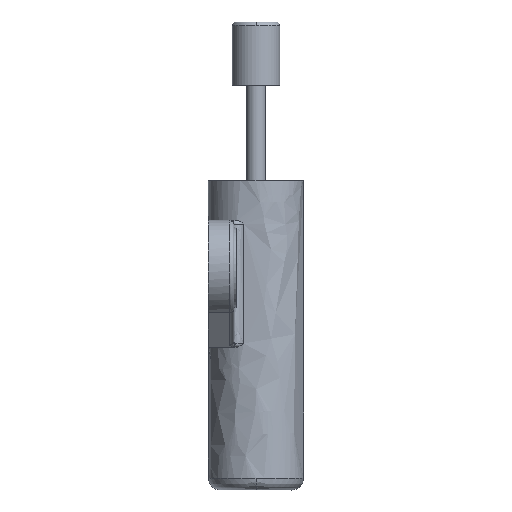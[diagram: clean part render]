
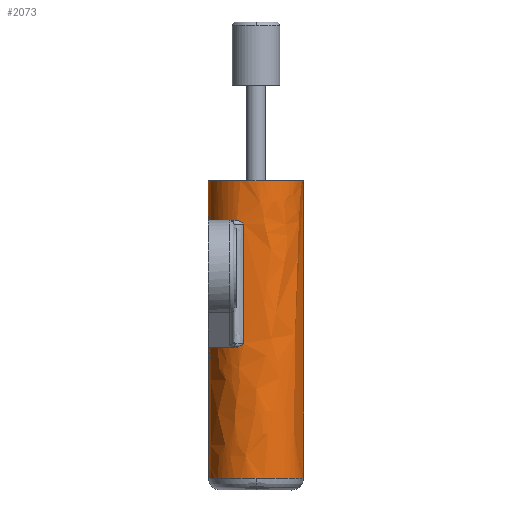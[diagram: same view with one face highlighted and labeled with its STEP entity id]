
A CAD part, left-side view. The second image highlights one B-rep face of the part: STEP entity #2073.
In plain terms, the highlighted free-form (B-spline) face has degree [2, 1] with [5, 2] control points.
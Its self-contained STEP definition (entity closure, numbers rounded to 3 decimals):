
#1261=CARTESIAN_POINT('',(-6.,0.,-37.5));
#1262=VERTEX_POINT('',#1261);
#1276=CARTESIAN_POINT('',(0.052,6.,-37.5));
#1277=VERTEX_POINT('',#1276);
#1278=CARTESIAN_POINT('',(0.052,6.,-37.5));
#1279=CARTESIAN_POINT('',(0.026,6.,-37.5));
#1280=CARTESIAN_POINT('',(0.0,6.0,-37.5));
#1281=CARTESIAN_POINT('',(-6.,6.0,-37.5));
#1282=CARTESIAN_POINT('',(-6.,0.,-37.5));
#1290=(BOUNDED_CURVE()B_SPLINE_CURVE(2,(#1278,#1279,#1280,#1281,#1282),.UNSPECIFIED.,.F.,.U.)B_SPLINE_CURVE_WITH_KNOTS((3,2,3),(0.248,0.25,0.5),.UNSPECIFIED.)CURVE()GEOMETRIC_REPRESENTATION_ITEM()RATIONAL_B_SPLINE_CURVE((0.996,0.998,1.0,0.707,1.0))REPRESENTATION_ITEM(''));
#1291=EDGE_CURVE('',#1277,#1262,#1290,.T.);
#1339=CARTESIAN_POINT('',(-0.052,-6.,-37.5));
#1340=VERTEX_POINT('',#1339);
#1356=CARTESIAN_POINT('',(-6.,0.,-37.5));
#1357=CARTESIAN_POINT('',(-6.0,-5.948,-37.5));
#1358=CARTESIAN_POINT('',(-0.052,-6.,-37.5));
#1366=(BOUNDED_CURVE()B_SPLINE_CURVE(2,(#1356,#1357,#1358),.UNSPECIFIED.,.F.,.U.)B_SPLINE_CURVE_WITH_KNOTS((3,3),(0.5,0.748),.UNSPECIFIED.)CURVE()GEOMETRIC_REPRESENTATION_ITEM()RATIONAL_B_SPLINE_CURVE((1.0,0.709,0.996))REPRESENTATION_ITEM(''));
#1367=EDGE_CURVE('',#1262,#1340,#1366,.T.);
#1379=CARTESIAN_POINT('',(0.052,6.,0.));
#1380=VERTEX_POINT('',#1379);
#1396=CARTESIAN_POINT('',(-6.0,0.0,0.0));
#1397=VERTEX_POINT('',#1396);
#1398=CARTESIAN_POINT('',(-6.0,0.0,0.0));
#1399=CARTESIAN_POINT('',(-6.0,6.0,0.0));
#1400=CARTESIAN_POINT('',(0.0,6.0,0.0));
#1401=CARTESIAN_POINT('',(0.026,6.0,0.0));
#1402=CARTESIAN_POINT('',(0.052,6.,0.0));
#1410=(BOUNDED_CURVE()B_SPLINE_CURVE(2,(#1398,#1399,#1400,#1401,#1402),.UNSPECIFIED.,.F.,.U.)B_SPLINE_CURVE_WITH_KNOTS((3,2,3),(0.5,0.75,0.752),.UNSPECIFIED.)CURVE()GEOMETRIC_REPRESENTATION_ITEM()RATIONAL_B_SPLINE_CURVE((1.0,0.707,1.0,0.998,0.996))REPRESENTATION_ITEM(''));
#1411=EDGE_CURVE('',#1397,#1380,#1410,.T.);
#1413=CARTESIAN_POINT('',(-0.052,-6.,0.));
#1414=VERTEX_POINT('',#1413);
#1415=CARTESIAN_POINT('',(-0.052,-6.,0.0));
#1416=CARTESIAN_POINT('',(-6.0,-5.948,0.0));
#1417=CARTESIAN_POINT('',(-6.0,0.0,0.0));
#1425=(BOUNDED_CURVE()B_SPLINE_CURVE(2,(#1415,#1416,#1417),.UNSPECIFIED.,.F.,.U.)B_SPLINE_CURVE_WITH_KNOTS((3,3),(0.252,0.5),.UNSPECIFIED.)CURVE()GEOMETRIC_REPRESENTATION_ITEM()RATIONAL_B_SPLINE_CURVE((0.996,0.709,1.0))REPRESENTATION_ITEM(''));
#1426=EDGE_CURVE('',#1414,#1397,#1425,.T.);
#1854=CARTESIAN_POINT('',(0.052,6.,-5.));
#1855=VERTEX_POINT('',#1854);
#1869=CARTESIAN_POINT('',(0.052,6.,0.));
#1870=CARTESIAN_POINT('',(0.052,6.,-5.));
#1871=QUASI_UNIFORM_CURVE('',1,(#1869,#1870),.UNSPECIFIED.,.F.,.U.);
#1872=EDGE_CURVE('',#1380,#1855,#1871,.T.);
#1876=CARTESIAN_POINT('',(-0.052,-6.,0.));
#1877=CARTESIAN_POINT('',(-0.052,-6.,-37.5));
#1878=QUASI_UNIFORM_CURVE('',1,(#1876,#1877),.UNSPECIFIED.,.F.,.U.);
#1879=EDGE_CURVE('',#1414,#1340,#1878,.T.);
#1883=CARTESIAN_POINT('',(0.052,6.,-21.025));
#1884=VERTEX_POINT('',#1883);
#1885=CARTESIAN_POINT('',(0.052,6.,-21.025));
#1886=CARTESIAN_POINT('',(0.052,6.,-37.5));
#1887=QUASI_UNIFORM_CURVE('',1,(#1885,#1886),.UNSPECIFIED.,.F.,.U.);
#1888=EDGE_CURVE('',#1884,#1277,#1887,.T.);
#1947=CARTESIAN_POINT('',(-0.052,-6.,0.938));
#1948=CARTESIAN_POINT('',(-6.052,-5.947,0.938));
#1949=CARTESIAN_POINT('',(-6.,0.052,0.938));
#1950=CARTESIAN_POINT('',(-5.947,6.052,0.938));
#1951=CARTESIAN_POINT('',(0.052,6.,0.938));
#1952=CARTESIAN_POINT('',(-0.052,-6.,-38.461));
#1953=CARTESIAN_POINT('',(-6.052,-5.947,-38.461));
#1954=CARTESIAN_POINT('',(-6.,0.052,-38.461));
#1955=CARTESIAN_POINT('',(-5.947,6.052,-38.461));
#1956=CARTESIAN_POINT('',(0.052,6.,-38.461));
#1964=(BOUNDED_SURFACE()B_SPLINE_SURFACE(2,1,((#1947,#1952),(#1948,#1953),(#1949,#1954),(#1950,#1955),(#1951,#1956)),.UNSPECIFIED.,.F.,.F.,.U.)B_SPLINE_SURFACE_WITH_KNOTS((3,2,3),(2,2),(0.0,9.941,19.882),(0.0,39.398),.UNSPECIFIED.)GEOMETRIC_REPRESENTATION_ITEM()RATIONAL_B_SPLINE_SURFACE(((1.0,1.0),(0.707,0.707),(1.0,1.0),(0.707,0.707),(1.0,1.0)))REPRESENTATION_ITEM('')SURFACE());
#1965=CARTESIAN_POINT('',(0.0,6.0,-5.0));
#1966=VERTEX_POINT('',#1965);
#1967=CARTESIAN_POINT('',(0.052,6.,-5.));
#1968=CARTESIAN_POINT('',(0.026,6.0,-5.0));
#1969=CARTESIAN_POINT('',(0.0,6.0,-5.0));
#1977=(BOUNDED_CURVE()B_SPLINE_CURVE(2,(#1967,#1968,#1969),.UNSPECIFIED.,.F.,.U.)B_SPLINE_CURVE_WITH_KNOTS((3,3),(0.992,1.0),.UNSPECIFIED.)CURVE()GEOMETRIC_REPRESENTATION_ITEM()RATIONAL_B_SPLINE_CURVE((0.997,0.999,1.0))REPRESENTATION_ITEM(''));
#1978=EDGE_CURVE('',#1855,#1966,#1977,.T.);
#1979=ORIENTED_EDGE('',*,*,#1978,.T.);
#1980=CARTESIAN_POINT('',(-5.447,2.516,-5.0));
#1981=VERTEX_POINT('',#1980);
#1982=CARTESIAN_POINT('',(0.0,6.0,-5.0));
#1983=CARTESIAN_POINT('',(-3.837,6.0,-5.));
#1984=CARTESIAN_POINT('',(-5.447,2.516,-5.0));
#1992=(BOUNDED_CURVE()B_SPLINE_CURVE(2,(#1982,#1983,#1984),.UNSPECIFIED.,.F.,.U.)CURVE()GEOMETRIC_REPRESENTATION_ITEM()QUASI_UNIFORM_CURVE()RATIONAL_B_SPLINE_CURVE((1.0,0.842,1.0))REPRESENTATION_ITEM(''));
#1993=EDGE_CURVE('',#1966,#1981,#1992,.T.);
#1994=ORIENTED_EDGE('',*,*,#1993,.T.);
#1995=CARTESIAN_POINT('',(-5.798,1.543,-5.5));
#1996=VERTEX_POINT('',#1995);
#1997=CARTESIAN_POINT('',(-5.447,2.516,-5.0));
#1998=CARTESIAN_POINT('',(-5.467,2.472,-5.));
#1999=CARTESIAN_POINT('',(-5.487,2.427,-5.005));
#2000=CARTESIAN_POINT('',(-5.526,2.339,-5.021));
#2001=CARTESIAN_POINT('',(-5.544,2.295,-5.034));
#2002=CARTESIAN_POINT('',(-5.596,2.165,-5.079));
#2003=CARTESIAN_POINT('',(-5.627,2.083,-5.12));
#2004=CARTESIAN_POINT('',(-5.684,1.923,-5.214));
#2005=CARTESIAN_POINT('',(-5.71,1.845,-5.268));
#2006=CARTESIAN_POINT('',(-5.757,1.693,-5.381));
#2007=CARTESIAN_POINT('',(-5.778,1.618,-5.441));
#2008=CARTESIAN_POINT('',(-5.798,1.543,-5.5));
#2009=B_SPLINE_CURVE_WITH_KNOTS('',3,(#1997,#1998,#1999,#2000,#2001,#2002,#2003,#2004,#2005,#2006,#2007,#2008),.UNSPECIFIED.,.F.,.U.,(4,2,2,2,2,4),(0.0,0.125,0.25,0.5,0.75,1.0),.UNSPECIFIED.);
#2010=EDGE_CURVE('',#1981,#1996,#2009,.T.);
#2011=ORIENTED_EDGE('',*,*,#2010,.T.);
#2012=CARTESIAN_POINT('',(-5.798,1.543,-20.525));
#2013=VERTEX_POINT('',#2012);
#2014=CARTESIAN_POINT('',(-5.798,1.543,-5.5));
#2015=CARTESIAN_POINT('',(-5.798,1.543,-20.525));
#2016=QUASI_UNIFORM_CURVE('',1,(#2014,#2015),.UNSPECIFIED.,.F.,.U.);
#2017=EDGE_CURVE('',#1996,#2013,#2016,.T.);
#2018=ORIENTED_EDGE('',*,*,#2017,.T.);
#2019=CARTESIAN_POINT('',(-5.447,2.516,-21.025));
#2020=VERTEX_POINT('',#2019);
#2021=CARTESIAN_POINT('',(-5.798,1.543,-20.525));
#2022=CARTESIAN_POINT('',(-5.778,1.618,-20.584));
#2023=CARTESIAN_POINT('',(-5.757,1.693,-20.643));
#2024=CARTESIAN_POINT('',(-5.71,1.845,-20.757));
#2025=CARTESIAN_POINT('',(-5.684,1.923,-20.811));
#2026=CARTESIAN_POINT('',(-5.627,2.083,-20.905));
#2027=CARTESIAN_POINT('',(-5.596,2.165,-20.946));
#2028=CARTESIAN_POINT('',(-5.544,2.295,-20.991));
#2029=CARTESIAN_POINT('',(-5.526,2.339,-21.003));
#2030=CARTESIAN_POINT('',(-5.487,2.427,-21.02));
#2031=CARTESIAN_POINT('',(-5.467,2.472,-21.025));
#2032=CARTESIAN_POINT('',(-5.447,2.516,-21.025));
#2033=B_SPLINE_CURVE_WITH_KNOTS('',3,(#2021,#2022,#2023,#2024,#2025,#2026,#2027,#2028,#2029,#2030,#2031,#2032),.UNSPECIFIED.,.F.,.U.,(4,2,2,2,2,4),(0.0,0.25,0.5,0.75,0.875,1.0),.UNSPECIFIED.);
#2034=EDGE_CURVE('',#2013,#2020,#2033,.T.);
#2035=ORIENTED_EDGE('',*,*,#2034,.T.);
#2036=CARTESIAN_POINT('',(0.0,6.0,-21.025));
#2037=VERTEX_POINT('',#2036);
#2038=CARTESIAN_POINT('',(-5.447,2.516,-21.025));
#2039=CARTESIAN_POINT('',(-3.837,6.,-21.025));
#2040=CARTESIAN_POINT('',(0.0,6.0,-21.025));
#2048=(BOUNDED_CURVE()B_SPLINE_CURVE(2,(#2038,#2039,#2040),.UNSPECIFIED.,.F.,.U.)CURVE()GEOMETRIC_REPRESENTATION_ITEM()QUASI_UNIFORM_CURVE()RATIONAL_B_SPLINE_CURVE((1.0,0.842,1.0))REPRESENTATION_ITEM(''));
#2049=EDGE_CURVE('',#2020,#2037,#2048,.T.);
#2050=ORIENTED_EDGE('',*,*,#2049,.T.);
#2051=CARTESIAN_POINT('',(0.0,6.0,-21.025));
#2052=CARTESIAN_POINT('',(0.026,6.,-21.025));
#2053=CARTESIAN_POINT('',(0.052,6.,-21.025));
#2061=(BOUNDED_CURVE()B_SPLINE_CURVE(2,(#2051,#2052,#2053),.UNSPECIFIED.,.F.,.U.)B_SPLINE_CURVE_WITH_KNOTS((3,3),(0.0,0.008),.UNSPECIFIED.)CURVE()GEOMETRIC_REPRESENTATION_ITEM()RATIONAL_B_SPLINE_CURVE((1.0,0.999,0.997))REPRESENTATION_ITEM(''));
#2062=EDGE_CURVE('',#2037,#1884,#2061,.T.);
#2063=ORIENTED_EDGE('',*,*,#2062,.T.);
#2064=ORIENTED_EDGE('',*,*,#1888,.T.);
#2065=ORIENTED_EDGE('',*,*,#1291,.T.);
#2066=ORIENTED_EDGE('',*,*,#1367,.T.);
#2067=ORIENTED_EDGE('',*,*,#1879,.F.);
#2068=ORIENTED_EDGE('',*,*,#1426,.T.);
#2069=ORIENTED_EDGE('',*,*,#1411,.T.);
#2070=ORIENTED_EDGE('',*,*,#1872,.T.);
#2071=EDGE_LOOP('',(#1979,#1994,#2011,#2018,#2035,#2050,#2063,#2064,#2065,#2066,#2067,#2068,#2069,#2070));
#2072=FACE_OUTER_BOUND('',#2071,.T.);
#2073=ADVANCED_FACE('',(#2072),#1964,.T.);
